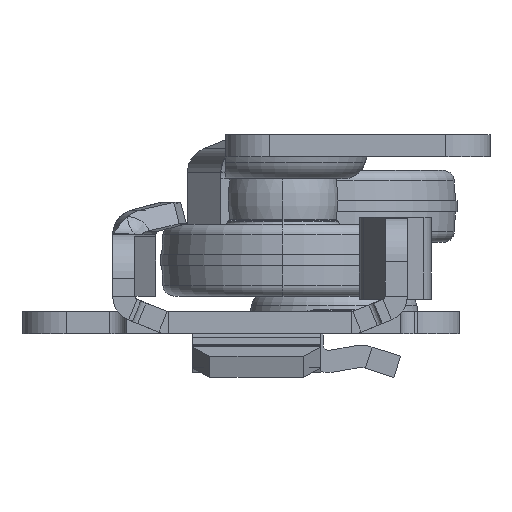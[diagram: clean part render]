
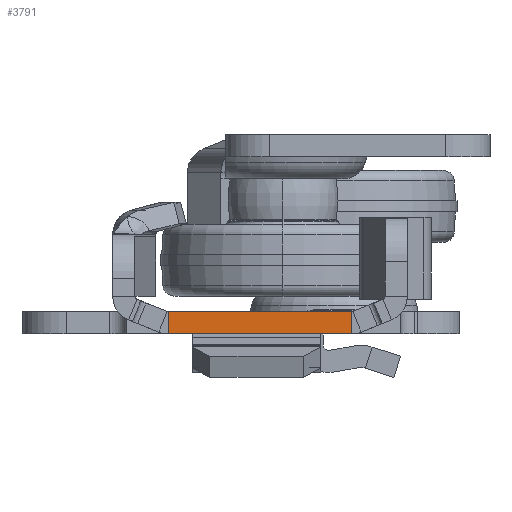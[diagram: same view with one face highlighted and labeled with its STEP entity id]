
A CAD part, left-side view. The second image highlights one B-rep face of the part: STEP entity #3791.
In plain terms, the highlighted planar face has unit normal (-1, 0, 0).
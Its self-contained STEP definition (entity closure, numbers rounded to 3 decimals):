
#176 = DIRECTION ( 'NONE',  ( 0., 0., -1. ) ) ;
#347 = PLANE ( 'NONE',  #16305 ) ;
#614 = ORIENTED_EDGE ( 'NONE', *, *, #14209, .F. ) ;
#898 = VECTOR ( 'NONE', #176, 1000. ) ;
#1531 = CARTESIAN_POINT ( 'NONE',  ( -549.5, -11.5, 2. ) ) ;
#1777 = DIRECTION ( 'NONE',  ( 0., 1., 0. ) ) ;
#2094 = LINE ( 'NONE', #17430, #12181 ) ;
#2650 = VERTEX_POINT ( 'NONE', #10650 ) ;
#2932 = VERTEX_POINT ( 'NONE', #16304 ) ;
#3389 = CARTESIAN_POINT ( 'NONE',  ( -549.5, -9.522, 2. ) ) ;
#3554 = VECTOR ( 'NONE', #16606, 1000. ) ;
#3605 = LINE ( 'NONE', #3765, #8765 ) ;
#3765 = CARTESIAN_POINT ( 'NONE',  ( -549.5, 7.022, 2. ) ) ;
#3791 = ADVANCED_FACE ( 'NONE', ( #4600 ), #347, .T. ) ;
#4600 = FACE_OUTER_BOUND ( 'NONE', #9229, .T. ) ;
#5260 = ORIENTED_EDGE ( 'NONE', *, *, #9116, .F. ) ;
#8341 = CARTESIAN_POINT ( 'NONE',  ( -549.5, 7.022, 2. ) ) ;
#8765 = VECTOR ( 'NONE', #11723, 1000. ) ;
#8947 = EDGE_CURVE ( 'NONE', #12926, #17735, #2094, .T. ) ;
#9116 = EDGE_CURVE ( 'NONE', #2932, #2650, #11472, .T. ) ;
#9229 = EDGE_LOOP ( 'NONE', ( #614, #14331, #11114, #5260 ) ) ;
#9919 = DIRECTION ( 'NONE',  ( -1., 0., 0. ) ) ;
#10650 = CARTESIAN_POINT ( 'NONE',  ( -549.5, 7.022, 0. ) ) ;
#11087 = LINE ( 'NONE', #15135, #898 ) ;
#11114 = ORIENTED_EDGE ( 'NONE', *, *, #17078, .F. ) ;
#11472 = LINE ( 'NONE', #15327, #3554 ) ;
#11723 = DIRECTION ( 'NONE',  ( 0., 0., 1. ) ) ;
#12181 = VECTOR ( 'NONE', #13195, 1000. ) ;
#12926 = VERTEX_POINT ( 'NONE', #3389 ) ;
#13195 = DIRECTION ( 'NONE',  ( 0., 1., 0. ) ) ;
#14209 = EDGE_CURVE ( 'NONE', #12926, #2932, #11087, .T. ) ;
#14331 = ORIENTED_EDGE ( 'NONE', *, *, #8947, .T. ) ;
#15135 = CARTESIAN_POINT ( 'NONE',  ( -549.5, -9.522, 2. ) ) ;
#15327 = CARTESIAN_POINT ( 'NONE',  ( -549.5, -21.25, 0. ) ) ;
#16304 = CARTESIAN_POINT ( 'NONE',  ( -549.5, -9.522, 0. ) ) ;
#16305 = AXIS2_PLACEMENT_3D ( 'NONE', #1531, #9919, #1777 ) ;
#16606 = DIRECTION ( 'NONE',  ( 0., 1., 0. ) ) ;
#17078 = EDGE_CURVE ( 'NONE', #2650, #17735, #3605, .T. ) ;
#17430 = CARTESIAN_POINT ( 'NONE',  ( -549.5, -11.5, 2. ) ) ;
#17735 = VERTEX_POINT ( 'NONE', #8341 ) ;
